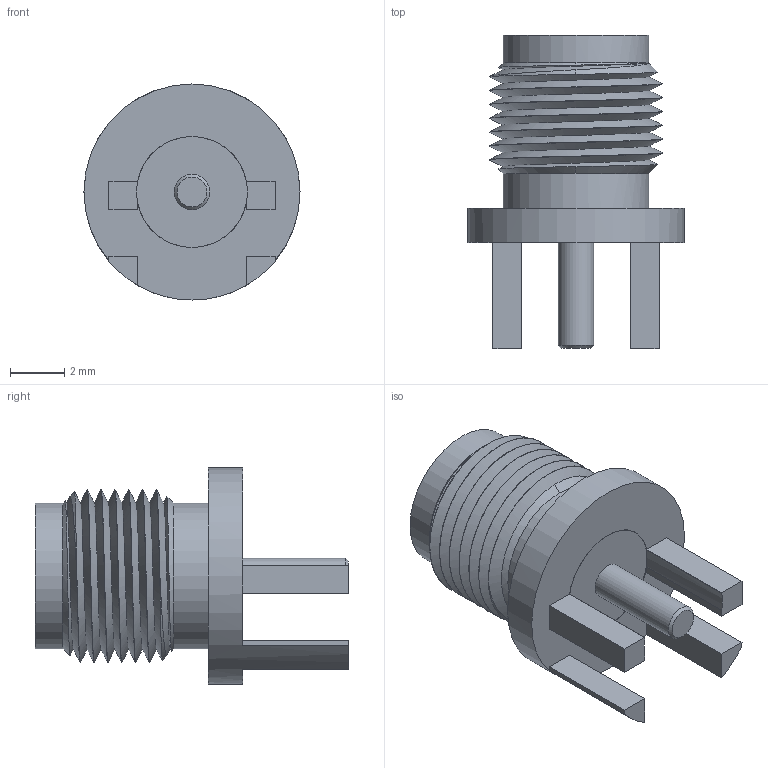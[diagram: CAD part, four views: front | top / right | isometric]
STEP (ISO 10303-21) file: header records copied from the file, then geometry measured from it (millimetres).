
FILE_DESCRIPTION(/* description */ ('STEP AP242','CAx-IF Rec.Pracs.---Representation and Presentation of Product Manufacturing Information (PMI)---4.0---2014-10-13','CAx-IF Rec.Pracs.---3D Tessellated Geometry---0.4---2014-09-14','2;1'),/* implementation_level */ '2;1');
FILE_NAME(/* name */ '66bc1de81674cf444f012b19',/* time_stamp */ '2024-08-14T03:00:57Z',/* author */ (''),/* organization */ (''),/* preprocessor_version */ 'ST-DEVELOPER v20',/* originating_system */ ' ',/* authorisation */ ' ');
FILE_SCHEMA (('AP242_MANAGED_MODEL_BASED_3D_ENGINEERING_MIM_LF { 1 0 10303 442 1 1 4 }'));
Length unit declared in the file: metre
Products named in the file (6): Surface 6; Surface 5; Surface 4; Surface 3; Surface 2; Surface 1
Bounding box: 7.93 x 11.51 x 7.93 mm (x, y, z)
Surface area: 454.1 mm2 (no closed solid volume)
Topology: 0 solids, 6 shells, 63 faces, 179 edges, 127 vertices
Faces by surface type: plane 29, cylinder 23, cone 9, bspline 2
Full cylindrical faces by diameter (mm): 1.016 x1, 1.27 x1, 1.3 x1, 4.072 x1, 4.572 x1, 5.35 x2, 7.93 x1
Entity records: 4353 total; most frequent: CARTESIAN_POINT 2422, ORIENTED_EDGE 320, DIRECTION 262, EDGE_CURVE 170, VERTEX_POINT 127, AXIS2_PLACEMENT_3D 116, B_SPLINE_CURVE_WITH_KNOTS 91, EDGE_LOOP 79
